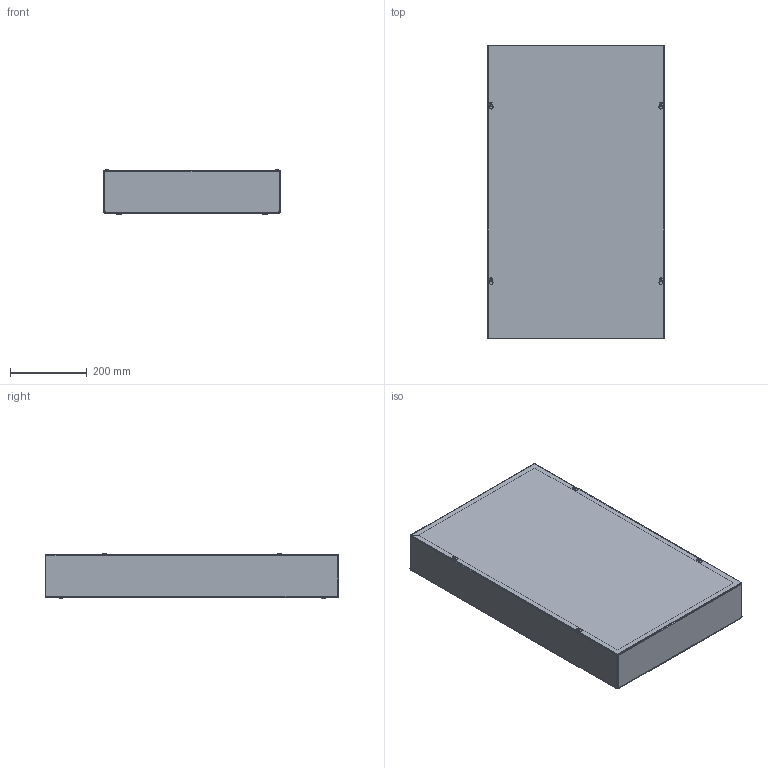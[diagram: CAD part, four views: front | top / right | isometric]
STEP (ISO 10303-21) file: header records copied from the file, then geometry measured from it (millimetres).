
FILE_DESCRIPTION(/* description */ ('SC_GNK, 30" X 18" X 4", NEMA1, GALV.'),/* implementation_level */ '2;1');
FILE_NAME(/* name */ 'SC183004GNK.stp',/* time_stamp */ '2023-08-19T15:29:57-05:00',/* author */ ('kadelman'),/* organization */ (''),/* preprocessor_version */ 'ST-DEVELOPER v18.1',/* originating_system */ 'Autodesk Inventor 2020',/* authorisation */ '');
FILE_SCHEMA (('AUTOMOTIVE_DESIGN { 1 0 10303 214 3 1 1 }'));
Length unit declared in the file: inch
Products named in the file (5): SC183004GNK; SC1830GBKP; SC183004GNKWRA; SC1830GLPA; 34056
Assembly tree (7 placements, depth 2):
  SC183004GNK
    SC1830GBKP
    SC183004GNKWRA
    SC1830GLPA
    34056  x4
Bounding box: 460.38 x 765.17 x 119.4 mm (x, y, z)
Volume: 1724924.5 mm3; surface area: 2112208.2 mm2
Topology: 7 solids, 7 shells, 359 faces, 957 edges, 618 vertices
Faces by surface type: plane 134, cylinder 81, cone 48, bspline 40, torus 36, sphere 20
Full cylindrical faces by diameter (mm): 3.734 x4, 4.166 x4, 4.191 x1, 4.566 x8, 5.803 x1, 7.62 x4, 9.754 x4
Entity records: 10099 total; most frequent: CARTESIAN_POINT 2921, ORIENTED_EDGE 1430, DIRECTION 1343, EDGE_CURVE 715, AXIS2_PLACEMENT_3D 481, VERTEX_POINT 465, LINE 381, VECTOR 381
